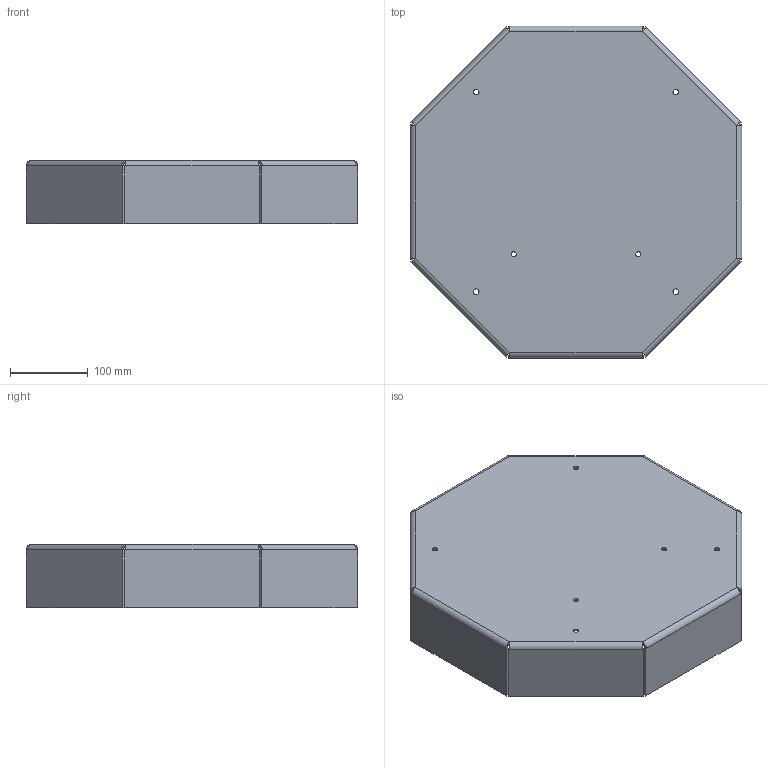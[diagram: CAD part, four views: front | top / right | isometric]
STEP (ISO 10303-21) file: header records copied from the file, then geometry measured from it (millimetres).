
FILE_DESCRIPTION(('FreeCAD Model'),'2;1');
FILE_NAME('Open CASCADE Shape Model','2024-01-20T19:09:51',('FreeCAD'),( 'FreeCAD'),'Open CASCADE STEP processor 7.6','FreeCAD','Unknown');
FILE_SCHEMA(('AUTOMOTIVE_DESIGN { 1 0 10303 214 1 1 1 1 }'));
Length unit declared in the file: millimetre
Products named in the file (1): Open CASCADE STEP translator 7.6 7
Bounding box: 426 x 426 x 81 mm (x, y, z)
Volume: 764667.4 mm3; surface area: 518525.7 mm2
Topology: 1 solids, 1 shells, 108 faces, 254 edges, 148 vertices
Faces by surface type: plane 80, cylinder 28
Full cylindrical faces by diameter (mm): 6.6 x2, 7 x4
Entity records: 3048 total; most frequent: DIRECTION 528, CARTESIAN_POINT 511, ORIENTED_EDGE 508, EDGE_CURVE 254, LINE 198, VECTOR 198, AXIS2_PLACEMENT_3D 165, VERTEX_POINT 148
